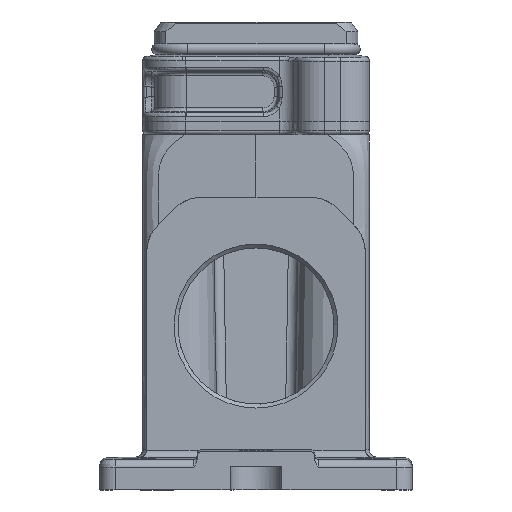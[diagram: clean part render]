
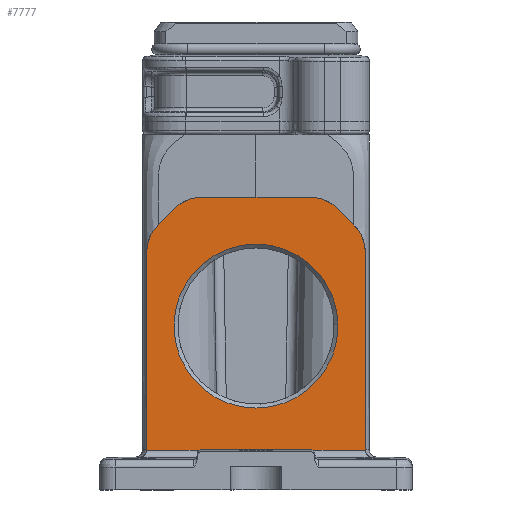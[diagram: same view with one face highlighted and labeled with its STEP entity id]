
A CAD part, left-side view. The second image highlights one B-rep face of the part: STEP entity #7777.
In plain terms, the highlighted planar face has unit normal (-1, 0, 0).
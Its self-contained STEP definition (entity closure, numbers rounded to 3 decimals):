
#6541=FACE_BOUND('',#10305,.T.);
#6542=FACE_BOUND('',#10306,.T.);
#7257=B_SPLINE_CURVE_WITH_KNOTS('',3,(#35965,#35966,#35967,#35968),
 .UNSPECIFIED.,.F.,.F.,(4,4),(0.,1.),.UNSPECIFIED.);
#7262=B_SPLINE_CURVE_WITH_KNOTS('',3,(#36107,#36108,#36109,#36110),
 .UNSPECIFIED.,.F.,.F.,(4,4),(0.,1.),.UNSPECIFIED.);
#7263=B_SPLINE_CURVE_WITH_KNOTS('',3,(#36114,#36115,#36116,#36117),
 .UNSPECIFIED.,.F.,.F.,(4,4),(0.,1.),.UNSPECIFIED.);
#7777=ADVANCED_FACE('',(#6541,#6542),#8683,.F.);
#8683=PLANE('',#25544);
#10305=EDGE_LOOP('',(#13046));
#10306=EDGE_LOOP('',(#13047,#13048,#13049,#13050,#13051,#13052,#13053,#13054,
#13055,#13056,#13057,#13058,#13059,#13060,#13061,#13062));
#11222=CIRCLE('',#25410,10.);
#11223=CIRCLE('',#25414,10.);
#11224=CIRCLE('',#25417,10.);
#11267=CIRCLE('',#25523,10.);
#11272=CIRCLE('',#25542,21.);
#11273=CIRCLE('',#25543,1.);
#13046=ORIENTED_EDGE('',*,*,#19236,.T.);
#13047=ORIENTED_EDGE('',*,*,#19235,.F.);
#13048=ORIENTED_EDGE('',*,*,#19237,.F.);
#13049=ORIENTED_EDGE('',*,*,#19238,.F.);
#13050=ORIENTED_EDGE('',*,*,#19239,.F.);
#13051=ORIENTED_EDGE('',*,*,#18999,.T.);
#13052=ORIENTED_EDGE('',*,*,#19001,.F.);
#13053=ORIENTED_EDGE('',*,*,#19003,.F.);
#13054=ORIENTED_EDGE('',*,*,#19011,.F.);
#13055=ORIENTED_EDGE('',*,*,#19012,.T.);
#13056=ORIENTED_EDGE('',*,*,#19015,.F.);
#13057=ORIENTED_EDGE('',*,*,#18987,.F.);
#13058=ORIENTED_EDGE('',*,*,#19208,.F.);
#13059=ORIENTED_EDGE('',*,*,#19209,.T.);
#13060=ORIENTED_EDGE('',*,*,#19212,.F.);
#13061=ORIENTED_EDGE('',*,*,#19214,.F.);
#13062=ORIENTED_EDGE('',*,*,#19240,.F.);
#17179=VERTEX_POINT('',#33767);
#17180=VERTEX_POINT('',#33768);
#17189=VERTEX_POINT('',#34082);
#17190=VERTEX_POINT('',#34084);
#17191=VERTEX_POINT('',#34088);
#17192=VERTEX_POINT('',#34092);
#17196=VERTEX_POINT('',#34110);
#17197=VERTEX_POINT('',#34114);
#17317=VERTEX_POINT('',#35937);
#17318=VERTEX_POINT('',#35941);
#17319=VERTEX_POINT('',#35964);
#17320=VERTEX_POINT('',#35974);
#17328=VERTEX_POINT('',#36097);
#17331=VERTEX_POINT('',#36102);
#17332=VERTEX_POINT('',#36106);
#17333=VERTEX_POINT('',#36111);
#17334=VERTEX_POINT('',#36113);
#18987=EDGE_CURVE('',#17179,#17180,#21407,.T.);
#18999=EDGE_CURVE('',#17190,#17189,#21412,.T.);
#19001=EDGE_CURVE('',#17191,#17189,#11222,.T.);
#19003=EDGE_CURVE('',#17192,#17191,#21415,.T.);
#19011=EDGE_CURVE('',#17196,#17192,#11223,.T.);
#19012=EDGE_CURVE('',#17196,#17197,#21422,.T.);
#19015=EDGE_CURVE('',#17180,#17197,#11224,.T.);
#19208=EDGE_CURVE('',#17317,#17179,#11267,.T.);
#19209=EDGE_CURVE('',#17317,#17318,#21518,.T.);
#19212=EDGE_CURVE('',#17319,#17318,#7257,.T.);
#19214=EDGE_CURVE('',#17320,#17319,#21520,.T.);
#19235=EDGE_CURVE('',#17331,#17328,#21532,.T.);
#19236=EDGE_CURVE('',#17332,#17332,#11272,.T.);
#19237=EDGE_CURVE('',#17333,#17331,#7262,.T.);
#19238=EDGE_CURVE('',#17334,#17333,#21533,.T.);
#19239=EDGE_CURVE('',#17190,#17334,#7263,.T.);
#19240=EDGE_CURVE('',#17328,#17320,#11273,.T.);
#21407=LINE('',#33766,#22944);
#21412=LINE('',#34083,#22949);
#21415=LINE('',#34091,#22952);
#21422=LINE('',#34113,#22959);
#21518=LINE('',#35940,#23055);
#21520=LINE('',#35975,#23057);
#21532=LINE('',#36103,#23069);
#21533=LINE('',#36112,#23070);
#22944=VECTOR('',#27631,1.);
#22949=VECTOR('',#27640,1.);
#22952=VECTOR('',#27649,1.);
#22959=VECTOR('',#27664,1.);
#23055=VECTOR('',#27978,1.);
#23057=VECTOR('',#27984,1.);
#23069=VECTOR('',#28024,1.);
#23070=VECTOR('',#28029,1.);
#25410=AXIS2_PLACEMENT_3D('',#34087,#27644,#27645);
#25414=AXIS2_PLACEMENT_3D('',#34111,#27660,#27661);
#25417=AXIS2_PLACEMENT_3D('',#34119,#27669,#27670);
#25523=AXIS2_PLACEMENT_3D('',#35938,#27974,#27975);
#25542=AXIS2_PLACEMENT_3D('',#36105,#28027,#28028);
#25543=AXIS2_PLACEMENT_3D('',#36118,#28030,#28031);
#25544=AXIS2_PLACEMENT_3D('',#36119,#28032,#28033);
#27631=DIRECTION('',(0.,-0.707,0.707));
#27640=DIRECTION('',(0.,0.,1.));
#27644=DIRECTION('',(1.,0.,0.));
#27645=DIRECTION('',(0.,-0.707,0.707));
#27649=DIRECTION('',(0.,-0.707,-0.707));
#27660=DIRECTION('',(1.,0.,0.));
#27661=DIRECTION('',(0.,0.,1.));
#27664=DIRECTION('',(0.,1.,0.));
#27669=DIRECTION('',(1.,0.,0.));
#27670=DIRECTION('',(0.,0.707,0.707));
#27974=DIRECTION('',(1.,0.,0.));
#27975=DIRECTION('',(0.,1.,0.));
#27978=DIRECTION('',(0.,0.,-1.));
#27984=DIRECTION('',(0.,1.,0.));
#28024=DIRECTION('',(0.,1.,0.));
#28027=DIRECTION('',(1.,0.,0.));
#28028=DIRECTION('',(0.,0.,-1.));
#28029=DIRECTION('',(0.,1.,0.));
#28030=DIRECTION('',(-1.,0.,0.));
#28031=DIRECTION('',(0.,0.,1.));
#28032=DIRECTION('',(1.,0.,0.));
#28033=DIRECTION('',(0.,-1.,0.));
#33766=CARTESIAN_POINT('',(-79.6,25.071,-23.071));
#33767=CARTESIAN_POINT('',(-79.6,25.071,-23.071));
#33768=CARTESIAN_POINT('',(-79.6,20.929,-18.929));
#34082=CARTESIAN_POINT('',(-79.6,-28.,-30.142));
#34083=CARTESIAN_POINT('',(-79.6,-28.,-80.718));
#34084=CARTESIAN_POINT('',(-79.6,-28.,-80.718));
#34087=CARTESIAN_POINT('',(-79.6,-18.,-30.142));
#34088=CARTESIAN_POINT('',(-79.6,-25.071,-23.071));
#34091=CARTESIAN_POINT('',(-79.6,-20.929,-18.929));
#34092=CARTESIAN_POINT('',(-79.6,-20.929,-18.929));
#34110=CARTESIAN_POINT('',(-79.6,-13.858,-16.));
#34111=CARTESIAN_POINT('',(-79.6,-13.858,-26.));
#34113=CARTESIAN_POINT('',(-79.6,-13.858,-16.));
#34114=CARTESIAN_POINT('',(-79.6,13.858,-16.));
#34119=CARTESIAN_POINT('',(-79.6,13.858,-26.));
#35937=CARTESIAN_POINT('',(-79.6,28.,-30.142));
#35938=CARTESIAN_POINT('',(-79.6,18.,-30.142));
#35940=CARTESIAN_POINT('',(-79.6,28.,-30.142));
#35941=CARTESIAN_POINT('',(-79.6,28.,-80.718));
#35964=CARTESIAN_POINT('',(-79.6,28.,-80.753));
#35965=CARTESIAN_POINT('',(-79.6,28.,-80.753));
#35966=CARTESIAN_POINT('',(-79.6,28.,-80.741));
#35967=CARTESIAN_POINT('',(-79.6,28.,-80.73));
#35968=CARTESIAN_POINT('',(-79.6,28.,-80.718));
#35974=CARTESIAN_POINT('',(-79.6,14.328,-80.753));
#35975=CARTESIAN_POINT('',(-79.6,14.328,-80.753));
#36097=CARTESIAN_POINT('',(-79.6,14.,-80.697));
#36102=CARTESIAN_POINT('',(-79.6,-14.,-80.697));
#36103=CARTESIAN_POINT('',(-79.6,-14.,-80.697));
#36105=CARTESIAN_POINT('',(-79.6,0.,-49.));
#36106=CARTESIAN_POINT('',(-79.6,0.,-70.));
#36107=CARTESIAN_POINT('',(-79.6,-14.328,-80.753));
#36108=CARTESIAN_POINT('',(-79.6,-14.222,-80.716));
#36109=CARTESIAN_POINT('',(-79.6,-14.11,-80.697));
#36110=CARTESIAN_POINT('',(-79.6,-14.,-80.697));
#36111=CARTESIAN_POINT('',(-79.6,-14.328,-80.753));
#36112=CARTESIAN_POINT('',(-79.6,-28.,-80.753));
#36113=CARTESIAN_POINT('',(-79.6,-28.,-80.753));
#36114=CARTESIAN_POINT('',(-79.6,-28.,-80.718));
#36115=CARTESIAN_POINT('',(-79.6,-28.,-80.73));
#36116=CARTESIAN_POINT('',(-79.6,-28.,-80.741));
#36117=CARTESIAN_POINT('',(-79.6,-28.,-80.753));
#36118=CARTESIAN_POINT('',(-79.6,14.,-81.698));
#36119=CARTESIAN_POINT('',(-79.6,30.8,-12.55));
